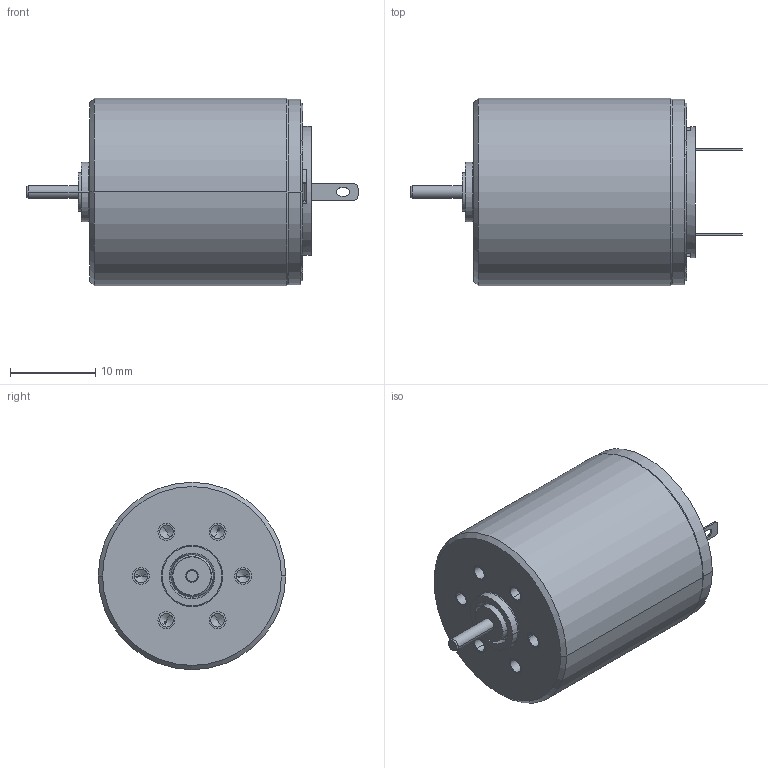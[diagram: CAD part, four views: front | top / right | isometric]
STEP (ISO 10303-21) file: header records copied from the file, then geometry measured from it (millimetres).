
FILE_DESCRIPTION((''),'2;1');
FILE_NAME('22S-78_ASM','2015-11-27T',('vinayak.bharmal'),(''),'PRO/ENGINEER BY PARAMETRIC TECHNOLOGY CORPORATION, 2014310','PRO/ENGINEER BY PARAMETRIC TECHNOLOGY CORPORATION, 2014310','');
FILE_SCHEMA(('CONFIG_CONTROL_DESIGN'));
Length unit declared in the file: millimetre
Products named in the file (1): 22S-78_ASM
Bounding box: 39 x 22 x 22 mm (x, y, z)
Volume: 9481 mm3; surface area: 3896.3 mm2
Topology: 1 solids, 22 shells, 459 faces, 1151 edges, 731 vertices
Faces by surface type: plane 220, cylinder 132, cone 89, torus 10, bspline 8
Entity records: 14378 total; most frequent: CARTESIAN_POINT 3365, DIRECTION 2311, ORIENTED_EDGE 2254, EDGE_CURVE 1139, AXIS2_PLACEMENT_3D 877, VERTEX_POINT 731, VECTOR 557, LINE 557
